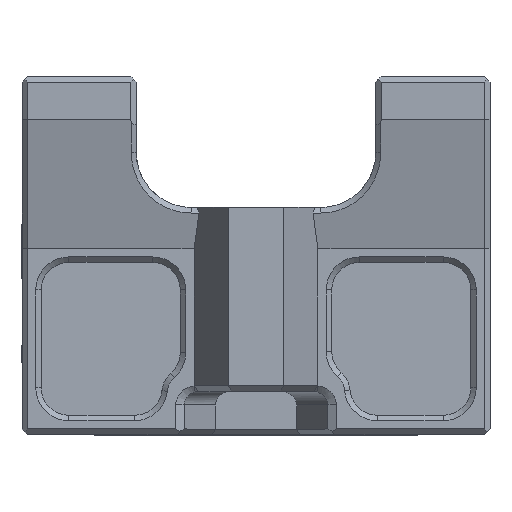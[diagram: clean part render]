
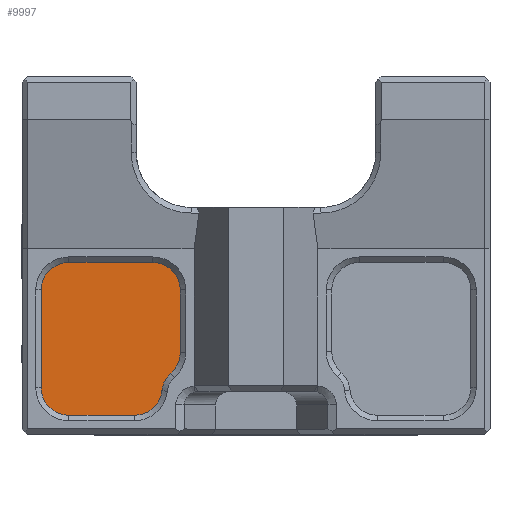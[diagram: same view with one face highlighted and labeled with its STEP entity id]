
A CAD part, top view. The second image highlights one B-rep face of the part: STEP entity #9997.
In plain terms, the highlighted planar face has unit normal (0, 0, 1).
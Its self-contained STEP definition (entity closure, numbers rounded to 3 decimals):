
#369=PLANE('',#10710);
#761=FACE_OUTER_BOUND('',#1336,.T.);
#1336=EDGE_LOOP('',(#7628,#7629,#7630,#7631,#7632,#7633,#7634,#7635,#7636,
#7637));
#1791=CIRCLE('',#10711,2.);
#1792=CIRCLE('',#10712,2.);
#1793=CIRCLE('',#10713,2.);
#1794=CIRCLE('',#10714,2.);
#1795=CIRCLE('',#10715,2.);
#1796=CIRCLE('',#10716,2.);
#2741=LINE('',#20208,#3608);
#2742=LINE('',#20212,#3609);
#2743=LINE('',#20216,#3610);
#2744=LINE('',#20220,#3611);
#3608=VECTOR('',#12246,10.);
#3609=VECTOR('',#12249,10.);
#3610=VECTOR('',#12252,10.);
#3611=VECTOR('',#12255,10.);
#4703=VERTEX_POINT('',#20204);
#4704=VERTEX_POINT('',#20205);
#4705=VERTEX_POINT('',#20207);
#4706=VERTEX_POINT('',#20209);
#4707=VERTEX_POINT('',#20211);
#4708=VERTEX_POINT('',#20213);
#4709=VERTEX_POINT('',#20215);
#4710=VERTEX_POINT('',#20217);
#4711=VERTEX_POINT('',#20219);
#4712=VERTEX_POINT('',#20221);
#5862=EDGE_CURVE('',#4703,#4704,#1791,.T.);
#5863=EDGE_CURVE('',#4705,#4704,#2741,.T.);
#5864=EDGE_CURVE('',#4705,#4706,#1792,.T.);
#5865=EDGE_CURVE('',#4707,#4706,#2742,.T.);
#5866=EDGE_CURVE('',#4707,#4708,#1793,.T.);
#5867=EDGE_CURVE('',#4709,#4708,#2743,.T.);
#5868=EDGE_CURVE('',#4709,#4710,#1794,.T.);
#5869=EDGE_CURVE('',#4711,#4710,#2744,.T.);
#5870=EDGE_CURVE('',#4711,#4712,#1795,.T.);
#5871=EDGE_CURVE('',#4712,#4703,#1796,.T.);
#7628=ORIENTED_EDGE('',*,*,#5862,.T.);
#7629=ORIENTED_EDGE('',*,*,#5863,.F.);
#7630=ORIENTED_EDGE('',*,*,#5864,.T.);
#7631=ORIENTED_EDGE('',*,*,#5865,.F.);
#7632=ORIENTED_EDGE('',*,*,#5866,.T.);
#7633=ORIENTED_EDGE('',*,*,#5867,.F.);
#7634=ORIENTED_EDGE('',*,*,#5868,.T.);
#7635=ORIENTED_EDGE('',*,*,#5869,.F.);
#7636=ORIENTED_EDGE('',*,*,#5870,.T.);
#7637=ORIENTED_EDGE('',*,*,#5871,.T.);
#9997=ADVANCED_FACE('',(#761),#369,.F.);
#10710=AXIS2_PLACEMENT_3D('',#20203,#12242,#12243);
#10711=AXIS2_PLACEMENT_3D('',#20206,#12244,#12245);
#10712=AXIS2_PLACEMENT_3D('',#20210,#12247,#12248);
#10713=AXIS2_PLACEMENT_3D('',#20214,#12250,#12251);
#10714=AXIS2_PLACEMENT_3D('',#20218,#12253,#12254);
#10715=AXIS2_PLACEMENT_3D('',#20222,#12256,#12257);
#10716=AXIS2_PLACEMENT_3D('',#20223,#12258,#12259);
#12242=DIRECTION('center_axis',(0.,0.,
-1.));
#12243=DIRECTION('ref_axis',(0.,1.,0.));
#12244=DIRECTION('center_axis',(0.,0.,
1.));
#12245=DIRECTION('ref_axis',(0.,1.,0.));
#12246=DIRECTION('',(-1.,0.,0.));
#12247=DIRECTION('center_axis',(0.,0.,
1.));
#12248=DIRECTION('ref_axis',(1.,0.,0.));
#12249=DIRECTION('',(0.,-1.,0.));
#12250=DIRECTION('center_axis',(0.,0.,
1.));
#12251=DIRECTION('ref_axis',(0.,1.,0.));
#12252=DIRECTION('',(1.,0.,0.));
#12253=DIRECTION('center_axis',(0.,0.,
1.));
#12254=DIRECTION('ref_axis',(-1.,0.,0.));
#12255=DIRECTION('',(0.,1.,0.));
#12256=DIRECTION('center_axis',(0.,0.,
1.));
#12257=DIRECTION('ref_axis',(0.,-1.,0.));
#12258=DIRECTION('center_axis',(0.,0.,
-1.));
#12259=DIRECTION('ref_axis',(-0.822,-0.57,0.));
#20203=CARTESIAN_POINT('Origin',(20.41,10.551,41.549));
#20204=CARTESIAN_POINT('',(17.921,6.176,41.549));
#20205=CARTESIAN_POINT('',(19.419,5.501,41.549));
#20206=CARTESIAN_POINT('Origin',(19.419,7.501,41.549));
#20207=CARTESIAN_POINT('',(23.96,5.501,41.549));
#20208=CARTESIAN_POINT('',(18.01,5.501,41.549));
#20209=CARTESIAN_POINT('',(25.96,7.501,41.549));
#20210=CARTESIAN_POINT('Origin',(23.96,7.501,41.549));
#20211=CARTESIAN_POINT('',(25.96,13.6,41.549));
#20212=CARTESIAN_POINT('',(25.96,5.501,41.549));
#20213=CARTESIAN_POINT('',(23.96,15.6,41.549));
#20214=CARTESIAN_POINT('Origin',(23.96,13.6,41.549));
#20215=CARTESIAN_POINT('',(16.86,15.6,41.549));
#20216=CARTESIAN_POINT('',(25.96,15.6,41.549));
#20217=CARTESIAN_POINT('',(14.86,13.6,41.549));
#20218=CARTESIAN_POINT('Origin',(16.86,13.6,41.549));
#20219=CARTESIAN_POINT('',(14.86,8.826,41.549));
#20220=CARTESIAN_POINT('',(14.86,15.6,41.549));
#20221=CARTESIAN_POINT('',(16.642,6.838,41.549));
#20222=CARTESIAN_POINT('Origin',(16.86,8.826,41.549));
#20223=CARTESIAN_POINT('Origin',(16.423,4.85,41.549));
